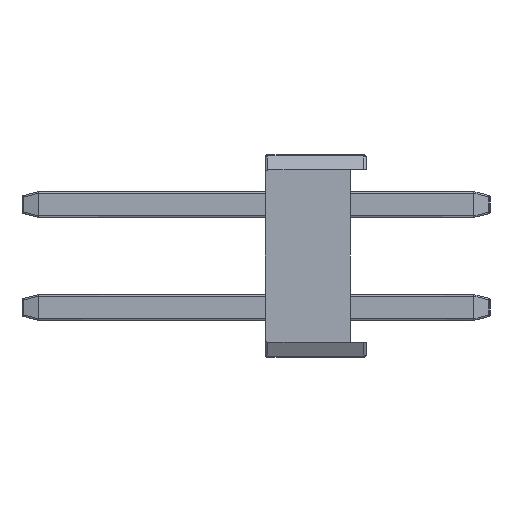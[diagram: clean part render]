
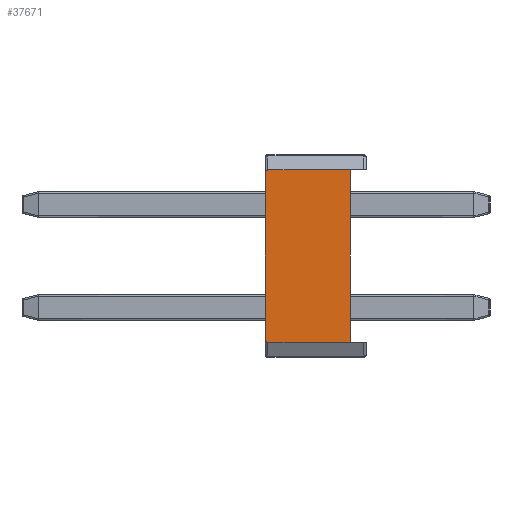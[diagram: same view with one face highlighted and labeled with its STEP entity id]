
A CAD part, left-side view. The second image highlights one B-rep face of the part: STEP entity #37671.
In plain terms, the highlighted planar face has unit normal (-1, 0, 0).
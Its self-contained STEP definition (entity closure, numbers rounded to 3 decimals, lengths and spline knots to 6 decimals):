
#1155=PLANE('',#42757);
#5156=LINE('',#68100,#8172);
#5200=LINE('',#68200,#8216);
#5201=LINE('',#68202,#8217);
#5202=LINE('',#68203,#8218);
#8172=VECTOR('',#54262,1.);
#8216=VECTOR('',#54370,1.);
#8217=VECTOR('',#54373,1.);
#8218=VECTOR('',#54374,1.);
#19806=ORIENTED_EDGE('',*,*,#25577,.F.);
#19807=ORIENTED_EDGE('',*,*,#25488,.T.);
#19808=ORIENTED_EDGE('',*,*,#25578,.T.);
#19809=ORIENTED_EDGE('',*,*,#25524,.F.);
#19810=ORIENTED_EDGE('',*,*,#25576,.F.);
#19811=ORIENTED_EDGE('',*,*,#25510,.T.);
#25488=EDGE_CURVE('',#28860,#28861,#30405,.T.);
#25510=EDGE_CURVE('',#28875,#28876,#30408,.T.);
#25524=EDGE_CURVE('',#28884,#28885,#5156,.T.);
#25576=EDGE_CURVE('',#28875,#28884,#5200,.T.);
#25577=EDGE_CURVE('',#28860,#28876,#5201,.T.);
#25578=EDGE_CURVE('',#28861,#28885,#5202,.T.);
#28860=VERTEX_POINT('',#67930);
#28861=VERTEX_POINT('',#67931);
#28875=VERTEX_POINT('',#68047);
#28876=VERTEX_POINT('',#68048);
#28884=VERTEX_POINT('',#68101);
#28885=VERTEX_POINT('',#68102);
#30405=CIRCLE('',#42708,0.00007);
#30408=CIRCLE('',#42718,0.00007);
#32781=EDGE_LOOP('',(#19806,#19807,#19808,#19809,#19810,#19811));
#35199=FACE_BOUND('',#32781,.T.);
#37671=ADVANCED_FACE('',(#35199),#1155,.F.);
#42708=AXIS2_PLACEMENT_3D('',#67929,#54210,#54211);
#42718=AXIS2_PLACEMENT_3D('',#68046,#54240,#54241);
#42757=AXIS2_PLACEMENT_3D('',#68201,#54371,#54372);
#54210=DIRECTION('',(-1.,0.,0.));
#54211=DIRECTION('',(0.,0.,-1.));
#54240=DIRECTION('',(-1.,0.,0.));
#54241=DIRECTION('',(0.,0.,-1.));
#54262=DIRECTION('',(0.,0.,-1.));
#54370=DIRECTION('',(0.,-1.,0.));
#54371=DIRECTION('',(1.,0.,0.));
#54372=DIRECTION('',(0.,0.,-1.));
#54373=DIRECTION('',(0.,0.,1.));
#54374=DIRECTION('',(0.,-1.,0.));
#67929=CARTESIAN_POINT('',(-0.00127,0.00118,-0.002055));
#67930=CARTESIAN_POINT('',(-0.00127,0.00125,-0.002055));
#67931=CARTESIAN_POINT('',(-0.00127,0.00118,-0.002125));
#68046=CARTESIAN_POINT('',(-0.00127,0.00118,0.002055));
#68047=CARTESIAN_POINT('',(-0.00127,0.00118,0.002125));
#68048=CARTESIAN_POINT('',(-0.00127,0.00125,0.002055));
#68100=CARTESIAN_POINT('',(-0.00127,-0.00085,-0.002125));
#68101=CARTESIAN_POINT('',(-0.00127,-0.00085,0.002125));
#68102=CARTESIAN_POINT('',(-0.00127,-0.00085,-0.002125));
#68200=CARTESIAN_POINT('',(-0.00127,0.00125,0.002125));
#68201=CARTESIAN_POINT('',(-0.00127,0.00125,-0.002125));
#68202=CARTESIAN_POINT('',(-0.00127,0.00125,-0.002125));
#68203=CARTESIAN_POINT('',(-0.00127,0.00125,-0.002125));
